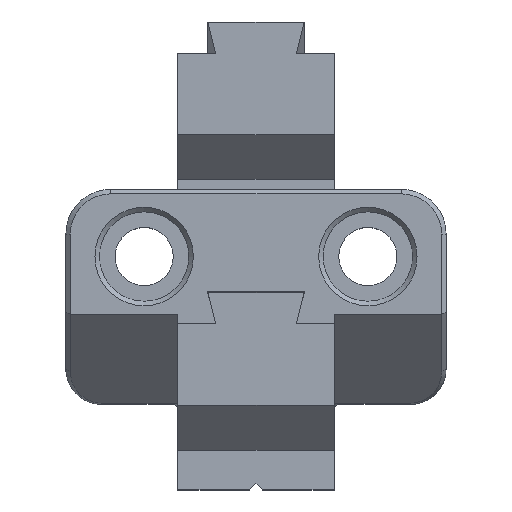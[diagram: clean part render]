
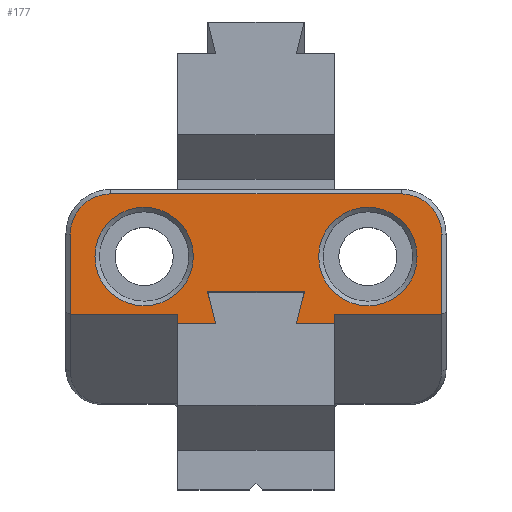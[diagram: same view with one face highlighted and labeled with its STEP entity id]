
A CAD part, top view. The second image highlights one B-rep face of the part: STEP entity #177.
In plain terms, the highlighted planar face has unit normal (0, 0, 1).
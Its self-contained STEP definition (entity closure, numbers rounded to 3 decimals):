
#177 = ADVANCED_FACE( '', ( #246, #247, #248 ), #249, .F. );
#246 = FACE_BOUND( '', #411, .T. );
#247 = FACE_BOUND( '', #412, .T. );
#248 = FACE_OUTER_BOUND( '', #413, .T. );
#249 = PLANE( '', #414 );
#411 = EDGE_LOOP( '', ( #622 ) );
#412 = EDGE_LOOP( '', ( #623 ) );
#413 = EDGE_LOOP( '', ( #624, #625, #626, #627, #628, #629, #630, #631, #632, #633, #634, #635, #636, #637 ) );
#414 = AXIS2_PLACEMENT_3D( '', #638, #639, #640 );
#622 = ORIENTED_EDGE( '', *, *, #1072, .T. );
#623 = ORIENTED_EDGE( '', *, *, #1073, .T. );
#624 = ORIENTED_EDGE( '', *, *, #1074, .T. );
#625 = ORIENTED_EDGE( '', *, *, #1075, .T. );
#626 = ORIENTED_EDGE( '', *, *, #1076, .T. );
#627 = ORIENTED_EDGE( '', *, *, #1077, .T. );
#628 = ORIENTED_EDGE( '', *, *, #1078, .T. );
#629 = ORIENTED_EDGE( '', *, *, #1079, .T. );
#630 = ORIENTED_EDGE( '', *, *, #1065, .F. );
#631 = ORIENTED_EDGE( '', *, *, #1071, .T. );
#632 = ORIENTED_EDGE( '', *, *, #1080, .F. );
#633 = ORIENTED_EDGE( '', *, *, #1081, .T. );
#634 = ORIENTED_EDGE( '', *, *, #1082, .T. );
#635 = ORIENTED_EDGE( '', *, *, #1083, .T. );
#636 = ORIENTED_EDGE( '', *, *, #1084, .F. );
#637 = ORIENTED_EDGE( '', *, *, #1085, .T. );
#638 = CARTESIAN_POINT( '', ( 42.5, 0., 22. ) );
#639 = DIRECTION( '', ( 0., 0., -1. ) );
#640 = DIRECTION( '', ( 0., 1., 0. ) );
#1065 = EDGE_CURVE( '', #1236, #1238, #1239, .T. );
#1071 = EDGE_CURVE( '', #1236, #1246, #1248, .T. );
#1072 = EDGE_CURVE( '', #1249, #1249, #1250, .T. );
#1073 = EDGE_CURVE( '', #1251, #1251, #1252, .T. );
#1074 = EDGE_CURVE( '', #1253, #1254, #1255, .T. );
#1075 = EDGE_CURVE( '', #1254, #1256, #1257, .T. );
#1076 = EDGE_CURVE( '', #1256, #1258, #1259, .F. );
#1077 = EDGE_CURVE( '', #1258, #1260, #1261, .T. );
#1078 = EDGE_CURVE( '', #1260, #1262, #1263, .F. );
#1079 = EDGE_CURVE( '', #1262, #1238, #1264, .T. );
#1080 = EDGE_CURVE( '', #1265, #1246, #1266, .T. );
#1081 = EDGE_CURVE( '', #1265, #1267, #1268, .T. );
#1082 = EDGE_CURVE( '', #1267, #1269, #1270, .T. );
#1083 = EDGE_CURVE( '', #1269, #1271, #1272, .T. );
#1084 = EDGE_CURVE( '', #1273, #1271, #1274, .T. );
#1085 = EDGE_CURVE( '', #1273, #1253, #1275, .T. );
#1236 = VERTEX_POINT( '', #1516 );
#1238 = VERTEX_POINT( '', #1519 );
#1239 = LINE( '', #1520, #1521 );
#1246 = VERTEX_POINT( '', #1542 );
#1248 = LINE( '', #1545, #1546 );
#1249 = VERTEX_POINT( '', #1547 );
#1250 = CIRCLE( '', #1548, 11. );
#1251 = VERTEX_POINT( '', #1549 );
#1252 = CIRCLE( '', #1550, 11. );
#1253 = VERTEX_POINT( '', #1551 );
#1254 = VERTEX_POINT( '', #1552 );
#1255 = LINE( '', #1553, #1554 );
#1256 = VERTEX_POINT( '', #1555 );
#1257 = LINE( '', #1556, #1557 );
#1258 = VERTEX_POINT( '', #1558 );
#1259 = CIRCLE( '', #1559, 9. );
#1260 = VERTEX_POINT( '', #1560 );
#1261 = LINE( '', #1561, #1562 );
#1262 = VERTEX_POINT( '', #1563 );
#1263 = CIRCLE( '', #1564, 9. );
#1264 = LINE( '', #1565, #1566 );
#1265 = VERTEX_POINT( '', #1567 );
#1266 = LINE( '', #1568, #1569 );
#1267 = VERTEX_POINT( '', #1570 );
#1268 = LINE( '', #1571, #1572 );
#1269 = VERTEX_POINT( '', #1573 );
#1270 = LINE( '', #1574, #1575 );
#1271 = VERTEX_POINT( '', #1576 );
#1272 = LINE( '', #1577, #1578 );
#1273 = VERTEX_POINT( '', #1579 );
#1274 = LINE( '', #1580, #1581 );
#1275 = LINE( '', #1582, #1583 );
#1516 = CARTESIAN_POINT( '', ( -17.5, -36.879, 22. ) );
#1519 = CARTESIAN_POINT( '', ( -41.5, -36.879, 22. ) );
#1520 = CARTESIAN_POINT( '', ( -17.5, -36.879, 22. ) );
#1521 = VECTOR( '', #1941, 1000. );
#1542 = CARTESIAN_POINT( '', ( -17.5, -39., 22. ) );
#1545 = CARTESIAN_POINT( '', ( -17.5, -36.879, 22. ) );
#1546 = VECTOR( '', #1945, 1000. );
#1547 = CARTESIAN_POINT( '', ( -25., -13., 22. ) );
#1548 = AXIS2_PLACEMENT_3D( '', #1946, #1947, #1948 );
#1549 = CARTESIAN_POINT( '', ( 25., -13., 22. ) );
#1550 = AXIS2_PLACEMENT_3D( '', #1949, #1950, #1951 );
#1551 = CARTESIAN_POINT( '', ( 17.5, -36.879, 22. ) );
#1552 = CARTESIAN_POINT( '', ( 41.5, -36.879, 22. ) );
#1553 = CARTESIAN_POINT( '', ( 17.5, -36.879, 22. ) );
#1554 = VECTOR( '', #1952, 1000. );
#1555 = CARTESIAN_POINT( '', ( 41.5, -19., 22. ) );
#1556 = CARTESIAN_POINT( '', ( 41.5, 0., 22. ) );
#1557 = VECTOR( '', #1953, 1000. );
#1558 = CARTESIAN_POINT( '', ( 32.5, -10., 22. ) );
#1559 = AXIS2_PLACEMENT_3D( '', #1954, #1955, #1956 );
#1560 = CARTESIAN_POINT( '', ( -32.5, -10., 22. ) );
#1561 = CARTESIAN_POINT( '', ( -32.5, -10., 22. ) );
#1562 = VECTOR( '', #1957, 1000. );
#1563 = CARTESIAN_POINT( '', ( -41.5, -19., 22. ) );
#1564 = AXIS2_PLACEMENT_3D( '', #1958, #1959, #1960 );
#1565 = CARTESIAN_POINT( '', ( -41.5, -36.879, 22. ) );
#1566 = VECTOR( '', #1961, 1000. );
#1567 = CARTESIAN_POINT( '', ( -9., -39., 22. ) );
#1568 = CARTESIAN_POINT( '', ( 42.5, -39., 22. ) );
#1569 = VECTOR( '', #1962, 1000. );
#1570 = CARTESIAN_POINT( '', ( -10.856, -31.788, 22. ) );
#1571 = CARTESIAN_POINT( '', ( -15.214, -14.854, 22. ) );
#1572 = VECTOR( '', #1963, 1000. );
#1573 = CARTESIAN_POINT( '', ( 10.856, -31.788, 22. ) );
#1574 = CARTESIAN_POINT( '', ( 42.5, -31.788, 22. ) );
#1575 = VECTOR( '', #1964, 1000. );
#1576 = CARTESIAN_POINT( '', ( 9., -39., 22. ) );
#1577 = CARTESIAN_POINT( '', ( 20.495, 5.663, 22. ) );
#1578 = VECTOR( '', #1965, 1000. );
#1579 = CARTESIAN_POINT( '', ( 17.5, -39., 22. ) );
#1580 = CARTESIAN_POINT( '', ( 42.5, -39., 22. ) );
#1581 = VECTOR( '', #1966, 1000. );
#1582 = CARTESIAN_POINT( '', ( 17.5, -36.879, 22. ) );
#1583 = VECTOR( '', #1967, 1000. );
#1941 = DIRECTION( '', ( -1., 0., 0. ) );
#1945 = DIRECTION( '', ( 0., -1., 0. ) );
#1946 = CARTESIAN_POINT( '', ( -25., -24., 22. ) );
#1947 = DIRECTION( '', ( 0., 0., -1. ) );
#1948 = DIRECTION( '', ( 0., 1., 0. ) );
#1949 = CARTESIAN_POINT( '', ( 25., -24., 22. ) );
#1950 = DIRECTION( '', ( 0., 0., -1. ) );
#1951 = DIRECTION( '', ( 0., 1., 0. ) );
#1952 = DIRECTION( '', ( 1., 0., 0. ) );
#1953 = DIRECTION( '', ( 0., 1., 0. ) );
#1954 = CARTESIAN_POINT( '', ( 32.5, -19., 22. ) );
#1955 = DIRECTION( '', ( 0., 0., -1. ) );
#1956 = DIRECTION( '', ( 0., 1., 0. ) );
#1957 = DIRECTION( '', ( -1., 0., 0. ) );
#1958 = CARTESIAN_POINT( '', ( -32.5, -19., 22. ) );
#1959 = DIRECTION( '', ( 0., 0., -1. ) );
#1960 = DIRECTION( '', ( 0., 1., 0. ) );
#1961 = DIRECTION( '', ( 0., -1., 0. ) );
#1962 = DIRECTION( '', ( -1., 0., 0. ) );
#1963 = DIRECTION( '', ( -0.249, 0.968, 0. ) );
#1964 = DIRECTION( '', ( 1., 0., 0. ) );
#1965 = DIRECTION( '', ( -0.249, -0.968, 0. ) );
#1966 = DIRECTION( '', ( -1., 0., 0. ) );
#1967 = DIRECTION( '', ( 0., 1., 0. ) );
